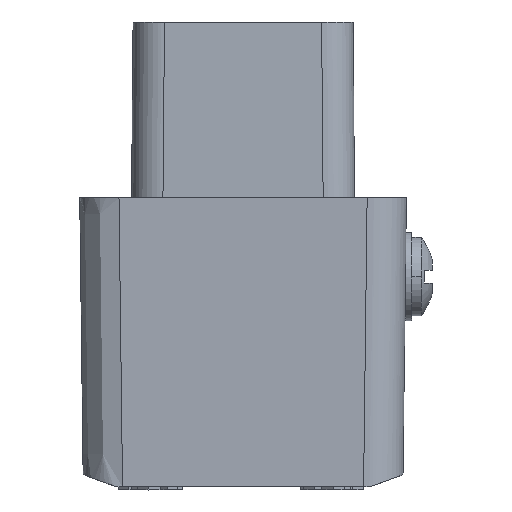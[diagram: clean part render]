
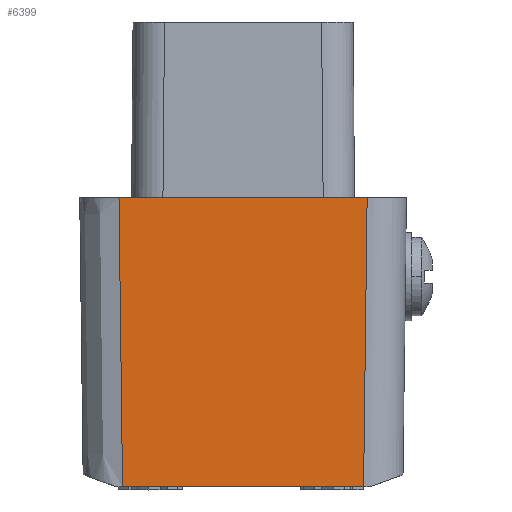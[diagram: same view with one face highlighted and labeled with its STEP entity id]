
A CAD part, left-side view. The second image highlights one B-rep face of the part: STEP entity #6399.
In plain terms, the highlighted face is planar.
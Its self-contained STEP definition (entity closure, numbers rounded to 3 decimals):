
#274=(
BOUNDED_CURVE()
B_SPLINE_CURVE(3,(#9732,#9733,#9734,#9735,#9736,#9737,#9738,#9739,#9740,
#9741,#9742,#9743,#9744,#9745,#9746,#9747,#9748,#9749,#9750,#9751,#9752,
#9753,#9754,#9755,#9756,#9757,#9758,#9759,#9760,#9761,#9762,#9763,#9764,
#9765,#9766,#9767,#9768,#9769,#9770,#9771,#9772,#9773,#9774,#9775,#9776,
#9777,#9778,#9779,#9780,#9781),.UNSPECIFIED.,.F.,.U.)
B_SPLINE_CURVE_WITH_KNOTS((4,2,2,2,2,2,2,1,2,2,2,2,1,2,1,2,2,2,2,2,2,1,
2,2,2,2,4),(-2.011,0.,0.365,1.006,1.207,
1.408,1.609,2.218,2.826,4.043,
5.893,7.743,8.038,8.045,8.052,
8.395,8.596,10.452,12.308,13.512,
14.114,14.415,14.716,14.916,15.117,
15.317,16.321),.UNSPECIFIED.)
CURVE()
GEOMETRIC_REPRESENTATION_ITEM()
RATIONAL_B_SPLINE_CURVE((1.,1.,1.,
1.,1.,1.,1.,
1.,1.,1.,1.,
1.,1.,1.,1.,
1.,1.,1.,1.,
1.,1.,1.,1.,
1.,1.,1.,1.,
1.,1.,1.,1.,
1.,1.,1.,1.,
1.,1.,1.,1.,
1.,1.,1.,1.,
1.,1.,1.,1.,
1.,1.,1.))
REPRESENTATION_ITEM('')
);
#537=PLANE('',#6848);
#722=VECTOR('',#7203,1.);
#923=VECTOR('',#7688,1.);
#924=VECTOR('',#7689,1.);
#1320=LINE('',#8832,#722);
#1521=LINE('',#10865,#923);
#1522=LINE('',#10867,#924);
#1930=VERTEX_POINT('',#8831);
#1931=VERTEX_POINT('',#8833);
#2114=VERTEX_POINT('',#9782);
#2209=VERTEX_POINT('',#10866);
#2681=EDGE_CURVE('',#1930,#1931,#1320,.T.);
#2887=EDGE_CURVE('',#2114,#1930,#274,.T.);
#3023=EDGE_CURVE('',#2209,#2114,#1521,.T.);
#3024=EDGE_CURVE('',#1931,#2209,#1522,.T.);
#4084=ORIENTED_EDGE('',*,*,#2681,.F.);
#4085=ORIENTED_EDGE('',*,*,#2887,.F.);
#4086=ORIENTED_EDGE('',*,*,#3023,.F.);
#4087=ORIENTED_EDGE('',*,*,#3024,.F.);
#5653=EDGE_LOOP('',(#4084,#4085,#4086,#4087));
#6032=FACE_BOUND('',#5653,.T.);
#6399=ADVANCED_FACE('',(#6032),#537,.T.);
#6848=AXIS2_PLACEMENT_3D('',#10864,#7687,$);
#7203=DIRECTION('',(0.,0.,-1.));
#7687=DIRECTION('',(-1.,0.012,0.));
#7688=DIRECTION('',(0.,0.,1.));
#7689=DIRECTION('',(0.012,1.,0.012));
#8831=CARTESIAN_POINT('',(41.359,-6.375,7.899));
#8832=CARTESIAN_POINT('',(41.359,-6.375,7.899));
#8833=CARTESIAN_POINT('',(41.359,-6.375,-7.902));
#9732=CARTESIAN_POINT('',(41.585,12.031,7.674));
#9733=CARTESIAN_POINT('',(41.576,11.337,7.682));
#9734=CARTESIAN_POINT('',(41.568,10.643,7.691));
#9735=CARTESIAN_POINT('',(41.558,9.824,7.701));
#9736=CARTESIAN_POINT('',(41.556,9.693,7.702));
#9737=CARTESIAN_POINT('',(41.552,9.358,7.706));
#9738=CARTESIAN_POINT('',(41.549,9.145,7.709));
#9739=CARTESIAN_POINT('',(41.546,8.865,7.712));
#9740=CARTESIAN_POINT('',(41.545,8.798,7.713));
#9741=CARTESIAN_POINT('',(41.543,8.664,7.715));
#9742=CARTESIAN_POINT('',(41.543,8.597,7.716));
#9743=CARTESIAN_POINT('',(41.541,8.463,7.717));
#9744=CARTESIAN_POINT('',(41.54,8.396,7.718));
#9745=CARTESIAN_POINT('',(41.537,8.126,7.721));
#9746=CARTESIAN_POINT('',(41.532,7.721,7.726));
#9747=CARTESIAN_POINT('',(41.527,7.316,7.731));
#9748=CARTESIAN_POINT('',(41.519,6.708,7.739));
#9749=CARTESIAN_POINT('',(41.514,6.302,7.744));
#9750=CARTESIAN_POINT('',(41.502,5.281,7.756));
#9751=CARTESIAN_POINT('',(41.494,4.665,7.764));
#9752=CARTESIAN_POINT('',(41.479,3.433,7.779));
#9753=CARTESIAN_POINT('',(41.472,2.817,7.787));
#9754=CARTESIAN_POINT('',(41.463,2.103,7.795));
#9755=CARTESIAN_POINT('',(41.462,2.003,7.797));
#9756=CARTESIAN_POINT('',(41.46,1.902,7.798));
#9757=CARTESIAN_POINT('',(41.46,1.897,7.798));
#9758=CARTESIAN_POINT('',(41.459,1.781,7.799));
#9759=CARTESIAN_POINT('',(41.458,1.664,7.801));
#9760=CARTESIAN_POINT('',(41.455,1.483,7.803));
#9761=CARTESIAN_POINT('',(41.455,1.416,7.804));
#9762=CARTESIAN_POINT('',(41.446,0.73,7.812));
#9763=CARTESIAN_POINT('',(41.439,0.112,7.82));
#9764=CARTESIAN_POINT('',(41.423,-1.125,7.835));
#9765=CARTESIAN_POINT('',(41.416,-1.744,7.843));
#9766=CARTESIAN_POINT('',(41.403,-2.764,7.855));
#9767=CARTESIAN_POINT('',(41.398,-3.165,7.86));
#9768=CARTESIAN_POINT('',(41.391,-3.767,7.867));
#9769=CARTESIAN_POINT('',(41.388,-3.968,7.87));
#9770=CARTESIAN_POINT('',(41.385,-4.269,7.873));
#9771=CARTESIAN_POINT('',(41.382,-4.469,7.876));
#9772=CARTESIAN_POINT('',(41.38,-4.67,7.878));
#9773=CARTESIAN_POINT('',(41.378,-4.837,7.88));
#9774=CARTESIAN_POINT('',(41.377,-4.904,7.881));
#9775=CARTESIAN_POINT('',(41.375,-5.038,7.883));
#9776=CARTESIAN_POINT('',(41.375,-5.104,7.884));
#9777=CARTESIAN_POINT('',(41.373,-5.238,7.885));
#9778=CARTESIAN_POINT('',(41.372,-5.305,7.886));
#9779=CARTESIAN_POINT('',(41.367,-5.706,7.891));
#9780=CARTESIAN_POINT('',(41.363,-6.041,7.895));
#9781=CARTESIAN_POINT('',(41.359,-6.375,7.899));
#9782=CARTESIAN_POINT('',(41.585,12.031,7.674));
#10864=CARTESIAN_POINT('',(41.359,-6.375,-2.181));
#10865=CARTESIAN_POINT('',(41.585,12.031,-7.676));
#10866=CARTESIAN_POINT('',(41.585,12.031,-7.676));
#10867=CARTESIAN_POINT('',(41.359,-6.375,-7.902));
